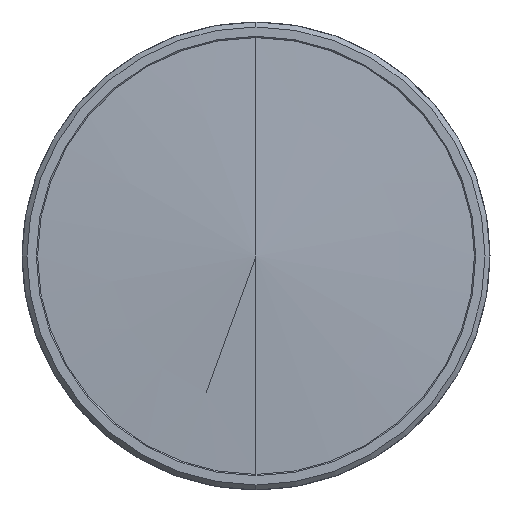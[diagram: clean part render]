
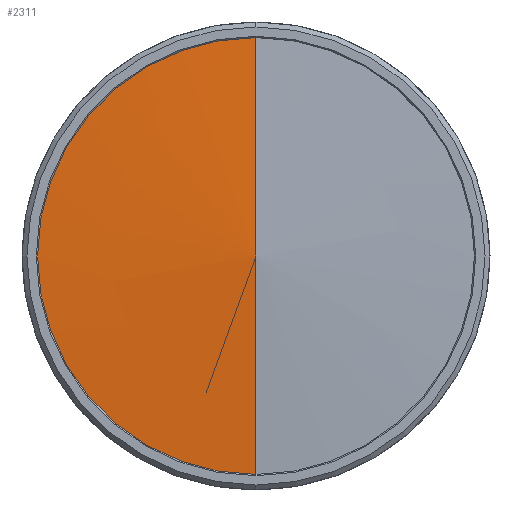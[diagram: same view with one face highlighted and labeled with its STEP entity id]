
A CAD part, left-side view. The second image highlights one B-rep face of the part: STEP entity #2311.
In plain terms, the highlighted conical face has half-angle 86.659 degrees and reference radius 17131.9 mm.
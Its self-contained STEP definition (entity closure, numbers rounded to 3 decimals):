
#113 = EDGE_LOOP ( 'NONE', ( #5438, #1143, #2009 ) ) ;
#353 = VECTOR ( 'NONE', #5840, 1000. ) ;
#516 = CARTESIAN_POINT ( 'NONE',  ( 5.622, 0., 0. ) ) ;
#719 = VERTEX_POINT ( 'NONE', #1863 ) ;
#874 = VERTEX_POINT ( 'NONE', #2330 ) ;
#1069 = DIRECTION ( 'NONE',  ( 1., 0., 0. ) ) ;
#1143 = ORIENTED_EDGE ( 'NONE', *, *, #2064, .T. ) ;
#1376 = VERTEX_POINT ( 'NONE', #4703 ) ;
#1613 = AXIS2_PLACEMENT_3D ( 'NONE', #516, #1069, #5892 ) ;
#1648 = LINE ( 'NONE', #2091, #6058 ) ;
#1863 = CARTESIAN_POINT ( 'NONE',  ( 0.5, 0., 0. ) ) ;
#2009 = ORIENTED_EDGE ( 'NONE', *, *, #5462, .F. ) ;
#2064 = EDGE_CURVE ( 'NONE', #719, #874, #1648, .T. ) ;
#2091 = CARTESIAN_POINT ( 'NONE',  ( 0.5, 0., 0. ) ) ;
#2311 = ADVANCED_FACE ( 'NONE', ( #2334 ), #3383, .T. ) ;
#2330 = CARTESIAN_POINT ( 'NONE',  ( 5.622, 0., 87.75 ) ) ;
#2334 = FACE_OUTER_BOUND ( 'NONE', #113, .T. ) ;
#2424 = DIRECTION ( 'NONE',  ( 1., 0., 0. ) ) ;
#2905 = CARTESIAN_POINT ( 'NONE',  ( 1000.5, 0., 0. ) ) ;
#3383 = CONICAL_SURFACE ( 'NONE', #4594, 17131.884, 1.512 ) ;
#3415 = CIRCLE ( 'NONE', #1613, 87.75 ) ;
#4503 = DIRECTION ( 'NONE',  ( 0.058, 0., 0.998 ) ) ;
#4594 = AXIS2_PLACEMENT_3D ( 'NONE', #2905, #2424, #6284 ) ;
#4703 = CARTESIAN_POINT ( 'NONE',  ( 5.622, 0., -87.75 ) ) ;
#5408 = LINE ( 'NONE', #5824, #353 ) ;
#5438 = ORIENTED_EDGE ( 'NONE', *, *, #6305, .F. ) ;
#5462 = EDGE_CURVE ( 'NONE', #1376, #874, #3415, .T. ) ;
#5824 = CARTESIAN_POINT ( 'NONE',  ( 0.5, 0., 0. ) ) ;
#5840 = DIRECTION ( 'NONE',  ( 0.058, 0., -0.998 ) ) ;
#5892 = DIRECTION ( 'NONE',  ( 0., 0., -1. ) ) ;
#6058 = VECTOR ( 'NONE', #4503, 1000. ) ;
#6284 = DIRECTION ( 'NONE',  ( 0., 0., -1. ) ) ;
#6305 = EDGE_CURVE ( 'NONE', #719, #1376, #5408, .T. ) ;
